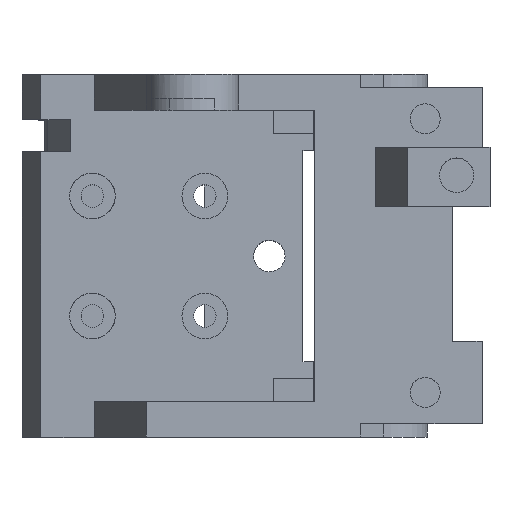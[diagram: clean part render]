
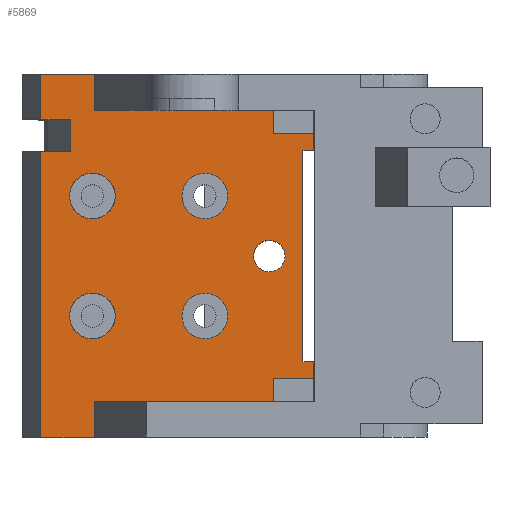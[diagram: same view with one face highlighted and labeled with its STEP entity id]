
A CAD part, top view. The second image highlights one B-rep face of the part: STEP entity #5869.
In plain terms, the highlighted planar face has unit normal (0, 0, 1).
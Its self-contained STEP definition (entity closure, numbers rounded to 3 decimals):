
#31 = VERTEX_POINT('',#32);
#32 = CARTESIAN_POINT('',(10.06,8.,35.1));
#37 = EDGE_CURVE('',#31,#31,#38,.T.);
#38 = CIRCLE('',#39,3.05);
#39 = AXIS2_PLACEMENT_3D('',#40,#41,#42);
#40 = CARTESIAN_POINT('',(7.01,8.,35.1));
#41 = DIRECTION('',(0.,0.,1.));
#42 = DIRECTION('',(1.,0.,0.));
#83 = VERTEX_POINT('',#84);
#84 = CARTESIAN_POINT('',(10.06,-8.,35.1));
#89 = EDGE_CURVE('',#83,#83,#90,.T.);
#90 = CIRCLE('',#91,3.05);
#91 = AXIS2_PLACEMENT_3D('',#92,#93,#94);
#92 = CARTESIAN_POINT('',(7.01,-8.,35.1));
#93 = DIRECTION('',(0.,0.,1.));
#94 = DIRECTION('',(1.,0.,0.));
#126 = VERTEX_POINT('',#127);
#127 = CARTESIAN_POINT('',(-4.94,-8.,35.1));
#142 = EDGE_CURVE('',#126,#143,#145,.T.);
#143 = VERTEX_POINT('',#144);
#144 = CARTESIAN_POINT('',(-7.728,-4.961,35.1));
#145 = CIRCLE('',#146,3.05);
#146 = AXIS2_PLACEMENT_3D('',#147,#148,#149);
#147 = CARTESIAN_POINT('',(-7.99,-8.,35.1));
#148 = DIRECTION('',(0.,0.,1.));
#149 = DIRECTION('',(1.,0.,0.));
#151 = EDGE_CURVE('',#143,#152,#154,.T.);
#152 = VERTEX_POINT('',#153);
#153 = CARTESIAN_POINT('',(-7.728,-11.039,35.1));
#154 = CIRCLE('',#155,3.05);
#155 = AXIS2_PLACEMENT_3D('',#156,#157,#158);
#156 = CARTESIAN_POINT('',(-7.99,-8.,35.1));
#157 = DIRECTION('',(0.,0.,1.));
#158 = DIRECTION('',(1.,0.,0.));
#160 = EDGE_CURVE('',#152,#126,#161,.T.);
#161 = CIRCLE('',#162,3.05);
#162 = AXIS2_PLACEMENT_3D('',#163,#164,#165);
#163 = CARTESIAN_POINT('',(-7.99,-8.,35.1));
#164 = DIRECTION('',(0.,0.,1.));
#165 = DIRECTION('',(1.,0.,0.));
#220 = VERTEX_POINT('',#221);
#221 = CARTESIAN_POINT('',(-4.94,8.,35.1));
#236 = EDGE_CURVE('',#220,#237,#239,.T.);
#237 = VERTEX_POINT('',#238);
#238 = CARTESIAN_POINT('',(-7.728,11.039,35.1));
#239 = CIRCLE('',#240,3.05);
#240 = AXIS2_PLACEMENT_3D('',#241,#242,#243);
#241 = CARTESIAN_POINT('',(-7.99,8.,35.1));
#242 = DIRECTION('',(0.,0.,1.));
#243 = DIRECTION('',(1.,0.,0.));
#245 = EDGE_CURVE('',#237,#246,#248,.T.);
#246 = VERTEX_POINT('',#247);
#247 = CARTESIAN_POINT('',(-7.728,4.961,35.1));
#248 = CIRCLE('',#249,3.05);
#249 = AXIS2_PLACEMENT_3D('',#250,#251,#252);
#250 = CARTESIAN_POINT('',(-7.99,8.,35.1));
#251 = DIRECTION('',(0.,0.,1.));
#252 = DIRECTION('',(1.,0.,0.));
#254 = EDGE_CURVE('',#246,#220,#255,.T.);
#255 = CIRCLE('',#256,3.05);
#256 = AXIS2_PLACEMENT_3D('',#257,#258,#259);
#257 = CARTESIAN_POINT('',(-7.99,8.,35.1));
#258 = DIRECTION('',(0.,0.,1.));
#259 = DIRECTION('',(1.,0.,0.));
#364 = VERTEX_POINT('',#365);
#365 = CARTESIAN_POINT('',(-10.88,18.2,35.1));
#371 = EDGE_CURVE('',#364,#372,#374,.T.);
#372 = VERTEX_POINT('',#373);
#373 = CARTESIAN_POINT('',(-14.88,18.2,35.1));
#374 = LINE('',#375,#376);
#375 = CARTESIAN_POINT('',(-14.,18.2,35.1));
#376 = VECTOR('',#377,1.);
#377 = DIRECTION('',(-1.,-0.,-0.));
#496 = VERTEX_POINT('',#497);
#497 = CARTESIAN_POINT('',(-10.88,13.9,35.1));
#539 = VERTEX_POINT('',#540);
#540 = CARTESIAN_POINT('',(-14.88,13.9,35.1));
#546 = EDGE_CURVE('',#539,#496,#547,.T.);
#547 = LINE('',#548,#549);
#548 = CARTESIAN_POINT('',(-14.38,13.9,35.1));
#549 = VECTOR('',#550,1.);
#550 = DIRECTION('',(1.,0.,0.));
#782 = EDGE_CURVE('',#372,#783,#785,.T.);
#783 = VERTEX_POINT('',#784);
#784 = CARTESIAN_POINT('',(-14.88,24.2,35.1));
#785 = LINE('',#786,#787);
#786 = CARTESIAN_POINT('',(-14.88,-24.2,35.1));
#787 = VECTOR('',#788,1.);
#788 = DIRECTION('',(0.,1.,0.));
#808 = EDGE_CURVE('',#496,#364,#809,.T.);
#809 = LINE('',#810,#811);
#810 = CARTESIAN_POINT('',(-10.88,13.9,35.1));
#811 = VECTOR('',#812,1.);
#812 = DIRECTION('',(0.,1.,0.));
#848 = VERTEX_POINT('',#849);
#849 = CARTESIAN_POINT('',(-14.88,-24.2,35.1));
#857 = EDGE_CURVE('',#848,#539,#858,.T.);
#858 = LINE('',#859,#860);
#859 = CARTESIAN_POINT('',(-14.88,-24.2,35.1));
#860 = VECTOR('',#861,1.);
#861 = DIRECTION('',(0.,1.,0.));
#1609 = VERTEX_POINT('',#1610);
#1610 = CARTESIAN_POINT('',(-7.728,-24.2,35.1));
#1616 = EDGE_CURVE('',#1609,#848,#1617,.T.);
#1617 = LINE('',#1618,#1619);
#1618 = CARTESIAN_POINT('',(-7.728,-24.2,35.1));
#1619 = VECTOR('',#1620,1.);
#1620 = DIRECTION('',(-1.,0.,0.));
#1907 = EDGE_CURVE('',#783,#1908,#1910,.T.);
#1908 = VERTEX_POINT('',#1909);
#1909 = CARTESIAN_POINT('',(-7.728,24.2,35.1));
#1910 = LINE('',#1911,#1912);
#1911 = CARTESIAN_POINT('',(-0.432,24.2,35.1));
#1912 = VECTOR('',#1913,1.);
#1913 = DIRECTION('',(1.,0.,0.));
#2319 = VERTEX_POINT('',#2320);
#2320 = CARTESIAN_POINT('',(21.45,16.3,35.1));
#2326 = EDGE_CURVE('',#2319,#2327,#2329,.T.);
#2327 = VERTEX_POINT('',#2328);
#2328 = CARTESIAN_POINT('',(21.45,14.1,35.1));
#2329 = LINE('',#2330,#2331);
#2330 = CARTESIAN_POINT('',(21.45,12.4,35.1));
#2331 = VECTOR('',#2332,1.);
#2332 = DIRECTION('',(0.,-1.,0.));
#2446 = VERTEX_POINT('',#2447);
#2447 = CARTESIAN_POINT('',(20.1,-14.1,35.1));
#2512 = VERTEX_POINT('',#2513);
#2513 = CARTESIAN_POINT('',(20.1,14.1,35.1));
#2519 = EDGE_CURVE('',#2446,#2512,#2520,.T.);
#2520 = LINE('',#2521,#2522);
#2521 = CARTESIAN_POINT('',(20.1,0.3,35.1));
#2522 = VECTOR('',#2523,1.);
#2523 = DIRECTION('',(0.,1.,0.));
#2794 = VERTEX_POINT('',#2795);
#2795 = CARTESIAN_POINT('',(21.45,-14.1,35.1));
#2801 = EDGE_CURVE('',#2794,#2802,#2804,.T.);
#2802 = VERTEX_POINT('',#2803);
#2803 = CARTESIAN_POINT('',(21.45,-16.3,35.1));
#2804 = LINE('',#2805,#2806);
#2805 = CARTESIAN_POINT('',(21.45,12.4,35.1));
#2806 = VECTOR('',#2807,1.);
#2807 = DIRECTION('',(0.,-1.,0.));
#3033 = VERTEX_POINT('',#3034);
#3034 = CARTESIAN_POINT('',(-7.728,-19.4,35.1));
#3040 = EDGE_CURVE('',#1609,#3033,#3041,.T.);
#3041 = LINE('',#3042,#3043);
#3042 = CARTESIAN_POINT('',(-7.728,-24.2,35.1));
#3043 = VECTOR('',#3044,1.);
#3044 = DIRECTION('',(0.,1.,0.));
#3903 = VERTEX_POINT('',#3904);
#3904 = CARTESIAN_POINT('',(-7.728,19.4,35.1));
#3912 = EDGE_CURVE('',#3903,#1908,#3913,.T.);
#3913 = LINE('',#3914,#3915);
#3914 = CARTESIAN_POINT('',(-7.728,-24.2,35.1));
#3915 = VECTOR('',#3916,1.);
#3916 = DIRECTION('',(0.,1.,0.));
#4338 = EDGE_CURVE('',#3903,#4339,#4341,.T.);
#4339 = VERTEX_POINT('',#4340);
#4340 = CARTESIAN_POINT('',(16.1,19.4,35.1));
#4341 = LINE('',#4342,#4343);
#4342 = CARTESIAN_POINT('',(15.5,19.4,35.1));
#4343 = VECTOR('',#4344,1.);
#4344 = DIRECTION('',(1.,0.,0.));
#4399 = EDGE_CURVE('',#4400,#4339,#4402,.T.);
#4400 = VERTEX_POINT('',#4401);
#4401 = CARTESIAN_POINT('',(16.1,16.3,35.1));
#4402 = LINE('',#4403,#4404);
#4403 = CARTESIAN_POINT('',(16.1,16.3,35.1));
#4404 = VECTOR('',#4405,1.);
#4405 = DIRECTION('',(0.,1.,0.));
#4438 = EDGE_CURVE('',#2319,#4400,#4439,.T.);
#4439 = LINE('',#4440,#4441);
#4440 = CARTESIAN_POINT('',(21.45,16.3,35.1));
#4441 = VECTOR('',#4442,1.);
#4442 = DIRECTION('',(-1.,-0.,-0.));
#4455 = EDGE_CURVE('',#2512,#2327,#4456,.T.);
#4456 = LINE('',#4457,#4458);
#4457 = CARTESIAN_POINT('',(10.833,14.1,35.1));
#4458 = VECTOR('',#4459,1.);
#4459 = DIRECTION('',(1.,0.,0.));
#4472 = EDGE_CURVE('',#2794,#2446,#4473,.T.);
#4473 = LINE('',#4474,#4475);
#4474 = CARTESIAN_POINT('',(10.833,-14.1,35.1));
#4475 = VECTOR('',#4476,1.);
#4476 = DIRECTION('',(-1.,0.,0.));
#4487 = EDGE_CURVE('',#2802,#4488,#4490,.T.);
#4488 = VERTEX_POINT('',#4489);
#4489 = CARTESIAN_POINT('',(16.1,-16.3,35.1));
#4490 = LINE('',#4491,#4492);
#4491 = CARTESIAN_POINT('',(21.45,-16.3,35.1));
#4492 = VECTOR('',#4493,1.);
#4493 = DIRECTION('',(-1.,-0.,-0.));
#4520 = VERTEX_POINT('',#4521);
#4521 = CARTESIAN_POINT('',(16.1,-19.4,35.1));
#4527 = EDGE_CURVE('',#4520,#4488,#4528,.T.);
#4528 = LINE('',#4529,#4530);
#4529 = CARTESIAN_POINT('',(16.1,-19.4,35.1));
#4530 = VECTOR('',#4531,1.);
#4531 = DIRECTION('',(0.,1.,0.));
#4555 = EDGE_CURVE('',#4520,#3033,#4556,.T.);
#4556 = LINE('',#4557,#4558);
#4557 = CARTESIAN_POINT('',(-4.057,-19.4,35.1));
#4558 = VECTOR('',#4559,1.);
#4559 = DIRECTION('',(-1.,0.,0.));
#4854 = VERTEX_POINT('',#4855);
#4855 = CARTESIAN_POINT('',(15.6,-2.1,35.1));
#4860 = EDGE_CURVE('',#4854,#4861,#4863,.T.);
#4861 = VERTEX_POINT('',#4862);
#4862 = CARTESIAN_POINT('',(15.6,2.1,35.1));
#4863 = CIRCLE('',#4864,2.1);
#4864 = AXIS2_PLACEMENT_3D('',#4865,#4866,#4867);
#4865 = CARTESIAN_POINT('',(15.6,0.,35.1));
#4866 = DIRECTION('',(0.,-0.,-1.));
#4867 = DIRECTION('',(1.,0.,0.));
#4869 = EDGE_CURVE('',#4854,#4861,#4870,.T.);
#4870 = CIRCLE('',#4871,2.1);
#4871 = AXIS2_PLACEMENT_3D('',#4872,#4873,#4874);
#4872 = CARTESIAN_POINT('',(15.6,0.,35.1));
#4873 = DIRECTION('',(0.,0.,1.));
#4874 = DIRECTION('',(1.,0.,0.));
#5869 = ADVANCED_FACE('',(#5870,#5892,#5895,#5898,#5903,#5908),#5912,.T.
  );
#5870 = FACE_BOUND('',#5871,.T.);
#5871 = EDGE_LOOP('',(#5872,#5873,#5874,#5875,#5876,#5877,#5878,#5879,
    #5880,#5881,#5882,#5883,#5884,#5885,#5886,#5887,#5888,#5889,#5890,
    #5891));
#5872 = ORIENTED_EDGE('',*,*,#782,.F.);
#5873 = ORIENTED_EDGE('',*,*,#371,.F.);
#5874 = ORIENTED_EDGE('',*,*,#808,.F.);
#5875 = ORIENTED_EDGE('',*,*,#546,.F.);
#5876 = ORIENTED_EDGE('',*,*,#857,.F.);
#5877 = ORIENTED_EDGE('',*,*,#1616,.F.);
#5878 = ORIENTED_EDGE('',*,*,#3040,.T.);
#5879 = ORIENTED_EDGE('',*,*,#4555,.F.);
#5880 = ORIENTED_EDGE('',*,*,#4527,.T.);
#5881 = ORIENTED_EDGE('',*,*,#4487,.F.);
#5882 = ORIENTED_EDGE('',*,*,#2801,.F.);
#5883 = ORIENTED_EDGE('',*,*,#4472,.T.);
#5884 = ORIENTED_EDGE('',*,*,#2519,.T.);
#5885 = ORIENTED_EDGE('',*,*,#4455,.T.);
#5886 = ORIENTED_EDGE('',*,*,#2326,.F.);
#5887 = ORIENTED_EDGE('',*,*,#4438,.T.);
#5888 = ORIENTED_EDGE('',*,*,#4399,.T.);
#5889 = ORIENTED_EDGE('',*,*,#4338,.F.);
#5890 = ORIENTED_EDGE('',*,*,#3912,.T.);
#5891 = ORIENTED_EDGE('',*,*,#1907,.F.);
#5892 = FACE_BOUND('',#5893,.T.);
#5893 = EDGE_LOOP('',(#5894));
#5894 = ORIENTED_EDGE('',*,*,#89,.F.);
#5895 = FACE_BOUND('',#5896,.T.);
#5896 = EDGE_LOOP('',(#5897));
#5897 = ORIENTED_EDGE('',*,*,#37,.F.);
#5898 = FACE_BOUND('',#5899,.T.);
#5899 = EDGE_LOOP('',(#5900,#5901,#5902));
#5900 = ORIENTED_EDGE('',*,*,#245,.F.);
#5901 = ORIENTED_EDGE('',*,*,#236,.F.);
#5902 = ORIENTED_EDGE('',*,*,#254,.F.);
#5903 = FACE_BOUND('',#5904,.T.);
#5904 = EDGE_LOOP('',(#5905,#5906,#5907));
#5905 = ORIENTED_EDGE('',*,*,#151,.F.);
#5906 = ORIENTED_EDGE('',*,*,#142,.F.);
#5907 = ORIENTED_EDGE('',*,*,#160,.F.);
#5908 = FACE_BOUND('',#5909,.T.);
#5909 = EDGE_LOOP('',(#5910,#5911));
#5910 = ORIENTED_EDGE('',*,*,#4860,.T.);
#5911 = ORIENTED_EDGE('',*,*,#4869,.F.);
#5912 = PLANE('',#5913);
#5913 = AXIS2_PLACEMENT_3D('',#5914,#5915,#5916);
#5914 = CARTESIAN_POINT('',(0.975,0.713,35.1));
#5915 = DIRECTION('',(0.,0.,1.));
#5916 = DIRECTION('',(1.,0.,-0.));
